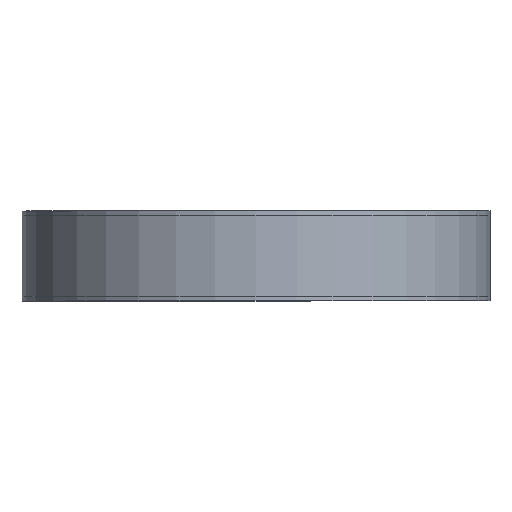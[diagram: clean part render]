
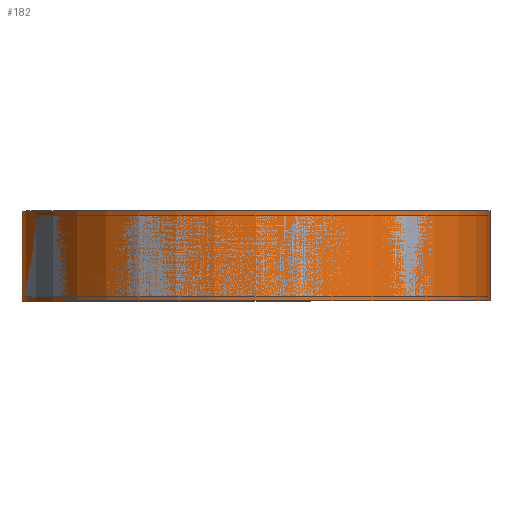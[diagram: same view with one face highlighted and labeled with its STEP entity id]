
A CAD part, front view. The second image highlights one B-rep face of the part: STEP entity #182.
In plain terms, the highlighted cylindrical face has radius 13 mm (diameter 26 mm), a full revolution.
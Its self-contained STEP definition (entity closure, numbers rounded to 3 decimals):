
#169 = EDGE_CURVE('',#170,#170,#172,.T.);
#170 = VERTEX_POINT('',#171);
#171 = CARTESIAN_POINT('',(13.,-2.5,0.));
#172 = CIRCLE('',#173,13.);
#173 = AXIS2_PLACEMENT_3D('',#174,#175,#176);
#174 = CARTESIAN_POINT('',(0.,-2.5,0.));
#175 = DIRECTION('',(0.,-1.,0.));
#176 = DIRECTION('',(1.,0.,0.));
#182 = ADVANCED_FACE('',(#183),#202,.T.);
#183 = FACE_BOUND('',#184,.T.);
#184 = EDGE_LOOP('',(#185,#194,#200,#201));
#185 = ORIENTED_EDGE('',*,*,#186,.T.);
#186 = EDGE_CURVE('',#187,#187,#189,.T.);
#187 = VERTEX_POINT('',#188);
#188 = CARTESIAN_POINT('',(13.,2.5,0.));
#189 = CIRCLE('',#190,13.);
#190 = AXIS2_PLACEMENT_3D('',#191,#192,#193);
#191 = CARTESIAN_POINT('',(0.,2.5,0.)
  );
#192 = DIRECTION('',(0.,-1.,0.));
#193 = DIRECTION('',(1.,0.,0.));
#194 = ORIENTED_EDGE('',*,*,#195,.T.);
#195 = EDGE_CURVE('',#187,#170,#196,.T.);
#196 = LINE('',#197,#198);
#197 = CARTESIAN_POINT('',(13.,2.5,0.));
#198 = VECTOR('',#199,1.);
#199 = DIRECTION('',(0.,-1.,0.));
#200 = ORIENTED_EDGE('',*,*,#169,.F.);
#201 = ORIENTED_EDGE('',*,*,#195,.F.);
#202 = CYLINDRICAL_SURFACE('',#203,13.);
#203 = AXIS2_PLACEMENT_3D('',#204,#205,#206);
#204 = CARTESIAN_POINT('',(0.,2.5,0.)
  );
#205 = DIRECTION('',(0.,-1.,0.));
#206 = DIRECTION('',(1.,0.,0.));
